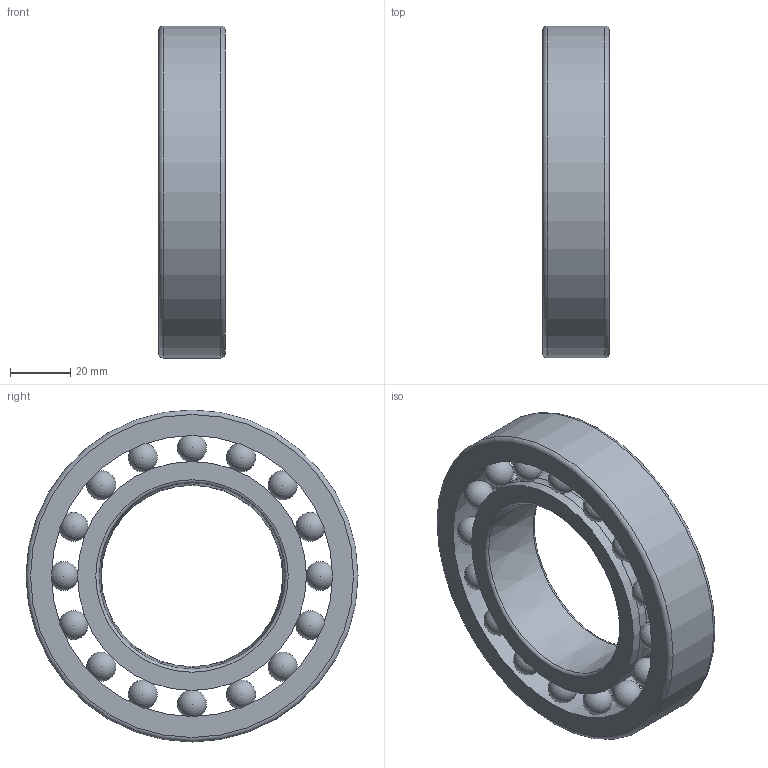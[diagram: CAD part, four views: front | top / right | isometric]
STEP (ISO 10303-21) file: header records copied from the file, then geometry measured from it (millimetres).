
FILE_DESCRIPTION(/* description */ ('STEP AP214'),/* implementation_level */ '2;1');
FILE_NAME(/* name */ '1212SK',/* time_stamp */ '2024-10-04T15:33:27+02:00',/* author */ ('License CC BY-ND 4.0'),/* organization */ ('CADENAS'),/* preprocessor_version */ 'ST-DEVELOPER v19.3',/* originating_system */ 'PARTsolutions',/* authorisation */ ' ');
FILE_SCHEMA (('AUTOMOTIVE_DESIGN {1 0 10303 214 3 1 1}'));
Length unit declared in the file: millimetre
Products named in the file (4): 1212SK; 1212SK Inner ring; 1212SK Outer ring; 1212SK Ball
Assembly tree (34 placements, depth 2):
  1212SK
    1212SK Inner ring
    1212SK Outer ring
    1212SK Ball  x32
Bounding box: 22 x 110 x 110 mm (x, y, z)
Volume: 103425.4 mm3; surface area: 41080.1 mm2
Topology: 34 solids, 34 shells, 48 faces, 124 edges, 80 vertices
Faces by surface type: sphere 33, torus 6, plane 4, cylinder 4, cone 1
Full cylindrical faces by diameter (mm): 75.8 x3, 110 x1
Entity records: 695 total; most frequent: DIRECTION 136, CARTESIAN_POINT 85, AXIS2_PLACEMENT_3D 68, PRODUCT_DEFINITION_SHAPE 38, CONTEXT_DEPENDENT_SHAPE_REPRESENTATION 34, NEXT_ASSEMBLY_USAGE_OCCURRENCE 34, ITEM_DEFINED_TRANSFORMATION 34, FACE_BOUND 33
